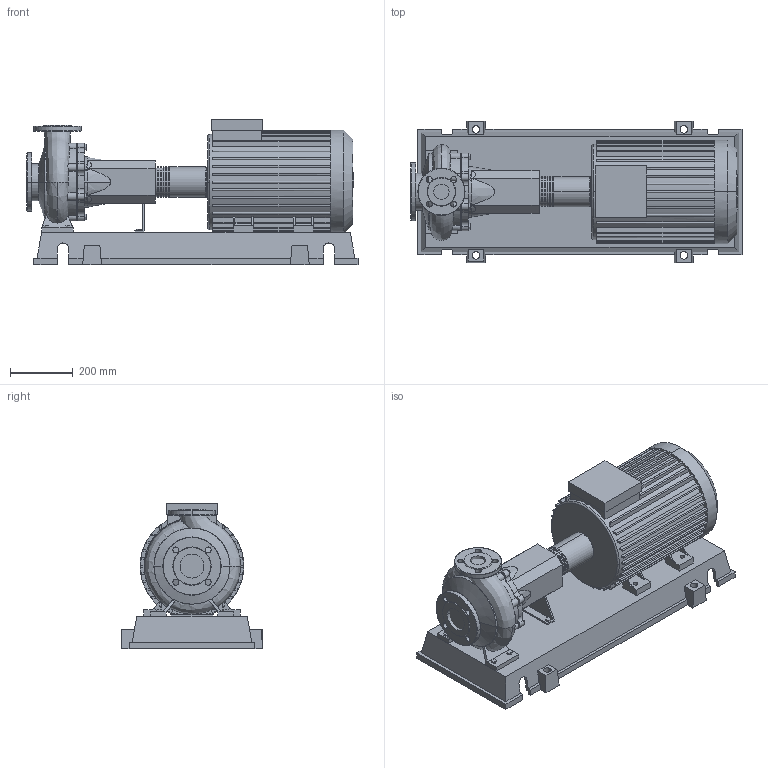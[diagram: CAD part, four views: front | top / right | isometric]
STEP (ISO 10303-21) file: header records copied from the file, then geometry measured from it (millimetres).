
FILE_DESCRIPTION((''),'2;1');
FILE_NAME('3d_NL40_200-18.5-2-05-4108994.stp','2015-03-03T07:41:44',(''),(''),'Mechanical Desktop 2009','Mechanical Desktop 2009',', , ');
FILE_SCHEMA(('CONFIG_CONTROL_DESIGN'));
Length unit declared in the file: millimetre
Products named in the file (1): Product
Bounding box: 1055 x 450 x 463 mm (x, y, z)
Volume: 57517878.2 mm3; surface area: 3053976.7 mm2
Topology: 11 solids, 11 shells, 821 faces, 2171 edges, 1426 vertices
Faces by surface type: plane 424, bspline 199, cylinder 184, cone 8, torus 6
Entity records: 29794 total; most frequent: CARTESIAN_POINT 9517, ORIENTED_EDGE 4344, DIRECTION 3981, EDGE_CURVE 2172, VERTEX_POINT 1423, VECTOR 1373, LINE 1373, AXIS2_PLACEMENT_3D 1304
